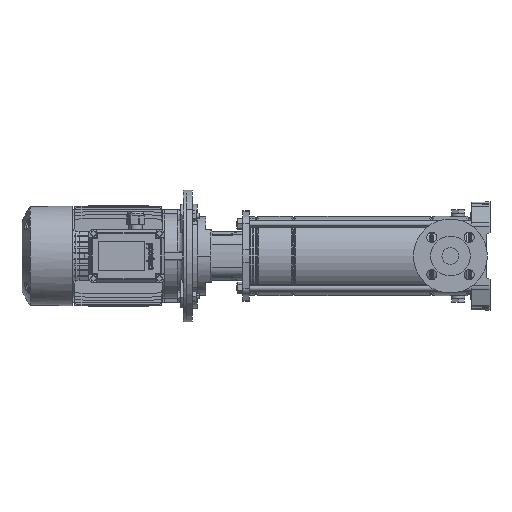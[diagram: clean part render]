
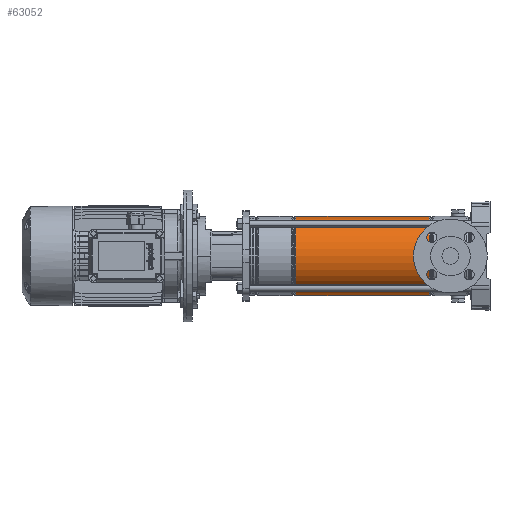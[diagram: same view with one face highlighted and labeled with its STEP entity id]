
A CAD part, left-side view. The second image highlights one B-rep face of the part: STEP entity #63052.
In plain terms, the highlighted cylindrical face has radius 74.9 mm (diameter 149.8 mm), a partial arc.
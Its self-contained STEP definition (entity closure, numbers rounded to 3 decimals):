
#1395 = DIRECTION ( 'NONE',  ( -1., 0., 0. ) ) ;
#4943 = EDGE_CURVE ( 'NONE', #47846, #33038, #28179, .T. ) ;
#7016 = DIRECTION ( 'NONE',  ( 1., 0., 0. ) ) ;
#15022 = EDGE_CURVE ( 'NONE', #33038, #68403, #36433, .T. ) ;
#22149 = DIRECTION ( 'NONE',  ( 0., 0., -1. ) ) ;
#23211 = DIRECTION ( 'NONE',  ( 0., 0., -1. ) ) ;
#24706 = CYLINDRICAL_SURFACE ( 'NONE', #31829, 74.9 ) ;
#28083 = CIRCLE ( 'NONE', #38854, 74.9 ) ;
#28179 = LINE ( 'NONE', #38701, #47268 ) ;
#30845 = DIRECTION ( 'NONE',  ( 0., 0., -1. ) ) ;
#31002 = EDGE_LOOP ( 'NONE', ( #41911, #43235, #69533, #48694 ) ) ;
#31590 = CARTESIAN_POINT ( 'NONE',  ( -74.9, 0., 0. ) ) ;
#31829 = AXIS2_PLACEMENT_3D ( 'NONE', #46186, #52966, #1395 ) ;
#33038 = VERTEX_POINT ( 'NONE', #68428 ) ;
#36433 = CIRCLE ( 'NONE', #44869, 74.9 ) ;
#36473 = LINE ( 'NONE', #31590, #59795 ) ;
#38701 = CARTESIAN_POINT ( 'NONE',  ( 74.9, 0., 0. ) ) ;
#38854 = AXIS2_PLACEMENT_3D ( 'NONE', #51469, #23211, #7016 ) ;
#39959 = VERTEX_POINT ( 'NONE', #69378 ) ;
#40450 = CARTESIAN_POINT ( 'NONE',  ( 0., 0., 87.279 ) ) ;
#40544 = FACE_OUTER_BOUND ( 'NONE', #31002, .T. ) ;
#41911 = ORIENTED_EDGE ( 'NONE', *, *, #61911, .T. ) ;
#43235 = ORIENTED_EDGE ( 'NONE', *, *, #4943, .T. ) ;
#44869 = AXIS2_PLACEMENT_3D ( 'NONE', #40450, #45728, #63429 ) ;
#45728 = DIRECTION ( 'NONE',  ( 0., 0., 1. ) ) ;
#46186 = CARTESIAN_POINT ( 'NONE',  ( 0., 0., 0. ) ) ;
#47268 = VECTOR ( 'NONE', #22149, 1000. ) ;
#47846 = VERTEX_POINT ( 'NONE', #73495 ) ;
#48694 = ORIENTED_EDGE ( 'NONE', *, *, #53101, .F. ) ;
#51469 = CARTESIAN_POINT ( 'NONE',  ( 0., 0., 340.221 ) ) ;
#52966 = DIRECTION ( 'NONE',  ( 0., 0., -1. ) ) ;
#53101 = EDGE_CURVE ( 'NONE', #39959, #68403, #36473, .T. ) ;
#54115 = CARTESIAN_POINT ( 'NONE',  ( -74.9, 0., 87.279 ) ) ;
#59795 = VECTOR ( 'NONE', #30845, 1000. ) ;
#61911 = EDGE_CURVE ( 'NONE', #39959, #47846, #28083, .T. ) ;
#63052 = ADVANCED_FACE ( 'NONE', ( #40544 ), #24706, .T. ) ;
#63429 = DIRECTION ( 'NONE',  ( 1., 0., 0. ) ) ;
#68403 = VERTEX_POINT ( 'NONE', #54115 ) ;
#68428 = CARTESIAN_POINT ( 'NONE',  ( 74.9, 0., 87.279 ) ) ;
#69378 = CARTESIAN_POINT ( 'NONE',  ( -74.9, 0., 340.221 ) ) ;
#69533 = ORIENTED_EDGE ( 'NONE', *, *, #15022, .T. ) ;
#73495 = CARTESIAN_POINT ( 'NONE',  ( 74.9, 0., 340.221 ) ) ;
